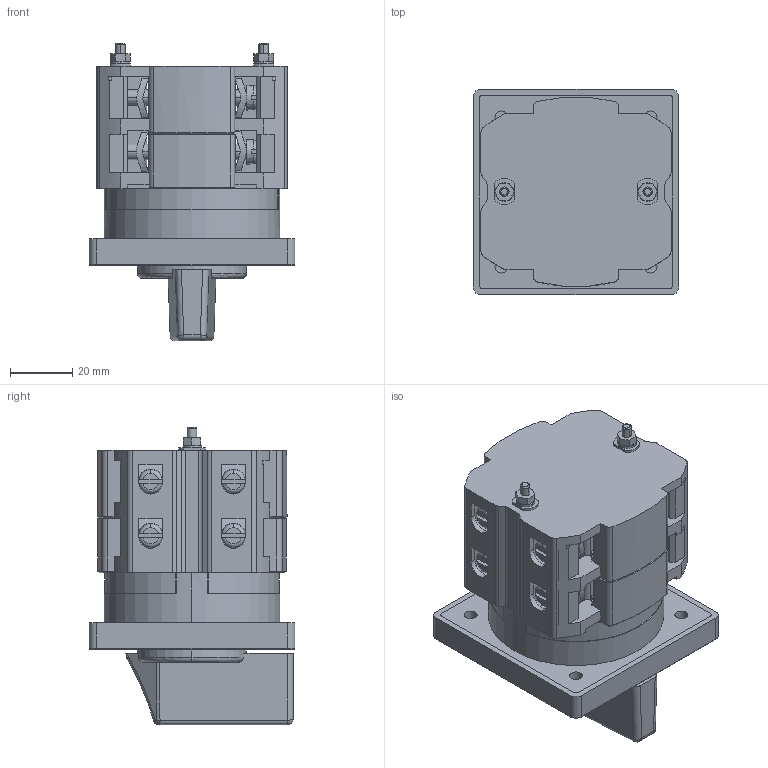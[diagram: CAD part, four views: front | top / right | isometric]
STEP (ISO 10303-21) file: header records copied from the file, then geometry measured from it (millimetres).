
FILE_DESCRIPTION((''),'2;1');
FILE_NAME('004773012_CS_40_2P_ASM','2021-10-01T',('marketing.praksa'),('Audax d.o.o.'),'CREO PARAMETRIC BY PTC INC, 2017480','CREO PARAMETRIC BY PTC INC, 2017480','');
FILE_SCHEMA(('AUTOMOTIVE_DESIGN { 1 0 10303 214 1 1 1 1 }'));
Products named in the file (34): BLACK-FRONT-SWITCH_1_1_1_2_3_4; WHITE-1_1_1_1_2_3_4; PRT9569_1_1_1_2_3_4; MID_1_1_1_2_3_4; BOT-SCRE2X_1_1_1; BOT-SCRE2X_1_2_1; BOT-SCRE2X_1_ASM_1_ASM; SCREW-X2_1_1_1; SCREW-X2_1_2_1; SCREW-X2_1_ASM_1_ASM; PRT9570_1_1_1; PRT9570_1_2_1; PRT9570_1_ASM_1_ASM; ELE-SCR_ASM_1_ASM_1_ASM; MEINA_1_1_1; MEINA_1_2_1; MEINA_1_ASM_1_ASM; PRT9571_1_1_1; PRT9571_1_2_1; PRT9571_1_ASM_1_ASM; COPPER-TOP_ASM_1_ASM_1_ASM; COPPER-THING_1_1_1; COPPER-THING_1_2_1; COPPER-THING_1_ASM_1_ASM; PRT9572_1_1_1; PRT9572_1_2_1; PRT9572_1_ASM_1_ASM; COPPER-BOT_ASM_1_ASM_1_ASM; PRT9573_1_1_1_1_2_3_4; PRT9573_1_2_1_1_2_3_4; PRT9573_1_3_1_1_2_3_4; PRT9573_1_ASM_1_1_2_3_4_ASM; PS_40_TWO_BLOCKS_1_1_1; 004773012_CS_40_2P_ASM
Assembly tree (36 placements, depth 4):
  004773012_CS_40_2P_ASM
    BLACK-FRONT-SWITCH_1_1_1_2_3_4
    WHITE-1_1_1_1_2_3_4
    PRT9569_1_1_1_2_3_4
    MID_1_1_1_2_3_4
    BOT-SCRE2X_1_ASM_1_ASM
      BOT-SCRE2X_1_1_1
      BOT-SCRE2X_1_2_1
    ELE-SCR_ASM_1_ASM_1_ASM  x2
      SCREW-X2_1_ASM_1_ASM
        SCREW-X2_1_1_1
        SCREW-X2_1_2_1
      PRT9570_1_ASM_1_ASM
        PRT9570_1_1_1
        PRT9570_1_2_1
    COPPER-TOP_ASM_1_ASM_1_ASM  x2
      MEINA_1_ASM_1_ASM
        MEINA_1_1_1
        MEINA_1_2_1
      PRT9571_1_ASM_1_ASM
        PRT9571_1_1_1
        PRT9571_1_2_1
    COPPER-BOT_ASM_1_ASM_1_ASM  x2
      COPPER-THING_1_ASM_1_ASM
        COPPER-THING_1_1_1
        COPPER-THING_1_2_1
      PRT9572_1_ASM_1_ASM
        PRT9572_1_1_1
        PRT9572_1_2_1
    PRT9573_1_ASM_1_1_2_3_4_ASM
      PRT9573_1_1_1_1_2_3_4
      PRT9573_1_2_1_1_2_3_4
      PRT9573_1_3_1_1_2_3_4
    PS_40_TWO_BLOCKS_1_1_1
Bounding box: 66.2 x 66.2 x 95.79 mm (x, y, z)
Volume: 162416.7 mm3; surface area: 79126.8 mm2
Topology: 34 solids, 34 shells, 1761 faces, 4904 edges, 3211 vertices
Faces by surface type: plane 1208, cylinder 405, torus 59, cone 49, bspline 28, extrusion 8, sphere 4
Entity records: 74325 total; most frequent: CARTESIAN_POINT 11443, ORIENTED_EDGE 8650, DIRECTION 8220, PRESENTATION_STYLE_ASSIGNMENT 5406, STYLED_ITEM 5406, CURVE_STYLE 4333, EDGE_CURVE 4325, VECTOR 3286
